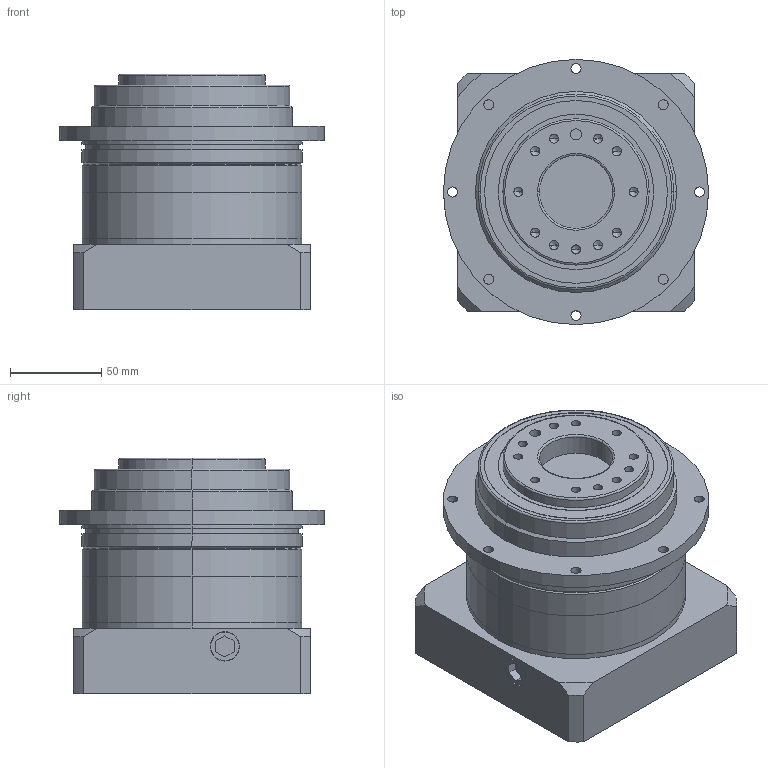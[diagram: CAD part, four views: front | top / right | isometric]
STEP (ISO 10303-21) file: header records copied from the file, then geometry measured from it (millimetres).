
FILE_DESCRIPTION (( 'STEP AP214' ), '1' );
FILE_NAME ('VGH110单级模型（19-55 100-5 4-11-109.6-109.6）.STEP', '2018-11-21T08:11:59', ( 'Windows' ), ( 'Microsoft' ), 'SwSTEP 2.0', 'SolidWorks 2016', '' );
FILE_SCHEMA (( 'AUTOMOTIVE_DESIGN' ));
Length unit declared in the file: millimetre
Products named in the file (1): VGH110单级模型（19-55 100-5 4-11-109.6-109.6）
Bounding box: 145 x 145 x 129 mm (x, y, z)
Volume: 1420327.7 mm3; surface area: 177174.8 mm2
Topology: 4 solids, 4 shells, 260 faces, 629 edges, 389 vertices
Faces by surface type: cylinder 123, plane 91, cone 40, torus 6
Entity records: 8134 total; most frequent: DIRECTION 1393, CARTESIAN_POINT 1273, ORIENTED_EDGE 1198, EDGE_CURVE 599, AXIS2_PLACEMENT_3D 541, VERTEX_POINT 389, EDGE_LOOP 320, LINE 311
